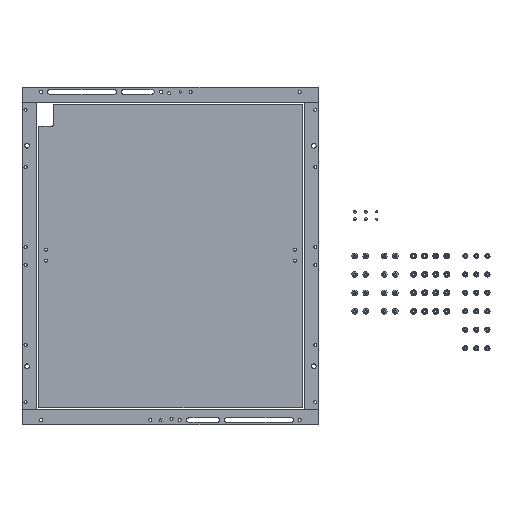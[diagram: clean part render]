
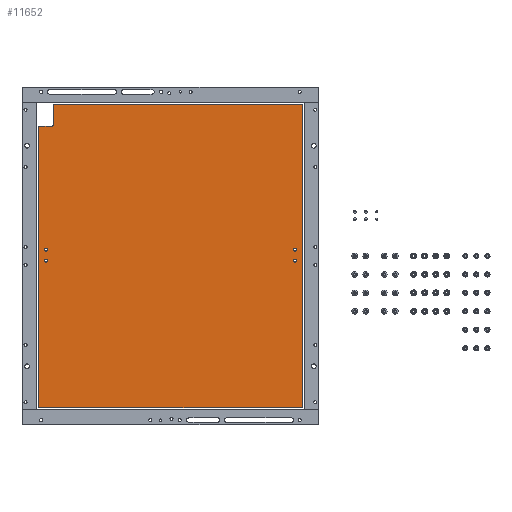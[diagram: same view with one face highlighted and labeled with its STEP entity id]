
A CAD part, front view. The second image highlights one B-rep face of the part: STEP entity #11652.
In plain terms, the highlighted planar face has unit normal (0, -1, 0).
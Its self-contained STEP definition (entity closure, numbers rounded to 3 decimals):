
#274 = CARTESIAN_POINT ( 'NONE',  ( -179., 0., 206. ) ) ;
#396 = DIRECTION ( 'NONE',  ( 0., 1., 0. ) ) ;
#397 = VECTOR ( 'NONE', #5783, 1000. ) ;
#427 = CARTESIAN_POINT ( 'NONE',  ( -168.9, 0., 10.58 ) ) ;
#484 = VERTEX_POINT ( 'NONE', #6952 ) ;
#687 = EDGE_LOOP ( 'NONE', ( #2334, #13828 ) ) ;
#773 = LINE ( 'NONE', #5274, #7677 ) ;
#777 = FACE_BOUND ( 'NONE', #4114, .T. ) ;
#818 = EDGE_CURVE ( 'NONE', #5271, #11917, #12057, .T. ) ;
#982 = CARTESIAN_POINT ( 'NONE',  ( -161.5, 0., 176. ) ) ;
#1060 = DIRECTION ( 'NONE',  ( 0., 0., 1. ) ) ;
#1128 = CARTESIAN_POINT ( 'NONE',  ( -159., 0., 206. ) ) ;
#1279 = CIRCLE ( 'NONE', #4029, 2. ) ;
#1341 = CARTESIAN_POINT ( 'NONE',  ( 168.9, 0., 8.58 ) ) ;
#1494 = CARTESIAN_POINT ( 'NONE',  ( -168.9, 0., -4.42 ) ) ;
#1740 = DIRECTION ( 'NONE',  ( 0., 0., 1. ) ) ;
#1849 = VERTEX_POINT ( 'NONE', #1494 ) ;
#1885 = VERTEX_POINT ( 'NONE', #427 ) ;
#1990 = AXIS2_PLACEMENT_3D ( 'NONE', #5826, #396, #4746 ) ;
#2062 = EDGE_LOOP ( 'NONE', ( #7538, #10637, #10675, #9950, #10542, #11673, #3750 ) ) ;
#2132 = DIRECTION ( 'NONE',  ( 0., 0., 1. ) ) ;
#2183 = VECTOR ( 'NONE', #2437, 1000. ) ;
#2223 = DIRECTION ( 'NONE',  ( 0., 1., 0. ) ) ;
#2240 = CARTESIAN_POINT ( 'NONE',  ( -159., 0., 178.5 ) ) ;
#2334 = ORIENTED_EDGE ( 'NONE', *, *, #6445, .T. ) ;
#2437 = DIRECTION ( 'NONE',  ( 1., 0., 0. ) ) ;
#2672 = CARTESIAN_POINT ( 'NONE',  ( 168.9, 0., -6.42 ) ) ;
#2931 = DIRECTION ( 'NONE',  ( 0., 0., -1. ) ) ;
#3004 = LINE ( 'NONE', #7327, #8313 ) ;
#3380 = ORIENTED_EDGE ( 'NONE', *, *, #10328, .T. ) ;
#3397 = CARTESIAN_POINT ( 'NONE',  ( 168.9, 0., -6.42 ) ) ;
#3498 = CARTESIAN_POINT ( 'NONE',  ( -168.9, 0., -6.42 ) ) ;
#3549 = LINE ( 'NONE', #7870, #12423 ) ;
#3618 = DIRECTION ( 'NONE',  ( -1., 0., 0. ) ) ;
#3623 = AXIS2_PLACEMENT_3D ( 'NONE', #1341, #3739, #13035 ) ;
#3739 = DIRECTION ( 'NONE',  ( 0., 1., 0. ) ) ;
#3750 = ORIENTED_EDGE ( 'NONE', *, *, #5087, .F. ) ;
#4029 = AXIS2_PLACEMENT_3D ( 'NONE', #4097, #10878, #2132 ) ;
#4085 = VERTEX_POINT ( 'NONE', #9031 ) ;
#4097 = CARTESIAN_POINT ( 'NONE',  ( 168.9, 0., 8.58 ) ) ;
#4114 = EDGE_LOOP ( 'NONE', ( #11817, #5237 ) ) ;
#4142 = DIRECTION ( 'NONE',  ( 1., 0., 0. ) ) ;
#4746 = DIRECTION ( 'NONE',  ( 0., 0., 1. ) ) ;
#4829 = CARTESIAN_POINT ( 'NONE',  ( 168.9, 0., -4.42 ) ) ;
#5002 = DIRECTION ( 'NONE',  ( 0., 0., 1. ) ) ;
#5087 = EDGE_CURVE ( 'NONE', #7598, #6778, #6262, .T. ) ;
#5140 = PLANE ( 'NONE',  #6697 ) ;
#5237 = ORIENTED_EDGE ( 'NONE', *, *, #11717, .T. ) ;
#5271 = VERTEX_POINT ( 'NONE', #10971 ) ;
#5274 = CARTESIAN_POINT ( 'NONE',  ( 179., 0., 206. ) ) ;
#5354 = AXIS2_PLACEMENT_3D ( 'NONE', #10814, #13907, #1060 ) ;
#5363 = AXIS2_PLACEMENT_3D ( 'NONE', #9482, #7282, #9555 ) ;
#5485 = VERTEX_POINT ( 'NONE', #8457 ) ;
#5535 = DIRECTION ( 'NONE',  ( 0., 0., 1. ) ) ;
#5680 = DIRECTION ( 'NONE',  ( 0., 1., 0. ) ) ;
#5783 = DIRECTION ( 'NONE',  ( 0., 0., 1. ) ) ;
#5826 = CARTESIAN_POINT ( 'NONE',  ( -168.9, 0., -6.42 ) ) ;
#5908 = EDGE_LOOP ( 'NONE', ( #7126, #12362 ) ) ;
#5994 = LINE ( 'NONE', #274, #2183 ) ;
#6143 = CIRCLE ( 'NONE', #3623, 2. ) ;
#6160 = CARTESIAN_POINT ( 'NONE',  ( -179., 0., -206. ) ) ;
#6262 = CIRCLE ( 'NONE', #5363, 2.5 ) ;
#6445 = EDGE_CURVE ( 'NONE', #11917, #5271, #6494, .T. ) ;
#6494 = CIRCLE ( 'NONE', #10567, 2. ) ;
#6514 = CARTESIAN_POINT ( 'NONE',  ( -168.9, 0., -8.42 ) ) ;
#6697 = AXIS2_PLACEMENT_3D ( 'NONE', #9462, #8529, #9754 ) ;
#6778 = VERTEX_POINT ( 'NONE', #2240 ) ;
#6952 = CARTESIAN_POINT ( 'NONE',  ( 168.9, 0., 10.58 ) ) ;
#7019 = CARTESIAN_POINT ( 'NONE',  ( -179., 0., 176. ) ) ;
#7126 = ORIENTED_EDGE ( 'NONE', *, *, #13555, .T. ) ;
#7156 = VERTEX_POINT ( 'NONE', #8329 ) ;
#7190 = LINE ( 'NONE', #13632, #8297 ) ;
#7252 = EDGE_CURVE ( 'NONE', #10707, #1849, #12691, .T. ) ;
#7263 = FACE_BOUND ( 'NONE', #5908, .T. ) ;
#7282 = DIRECTION ( 'NONE',  ( 0., -1., 0. ) ) ;
#7327 = CARTESIAN_POINT ( 'NONE',  ( -179., 0., 176. ) ) ;
#7380 = EDGE_CURVE ( 'NONE', #10403, #7156, #5994, .T. ) ;
#7400 = FACE_BOUND ( 'NONE', #13097, .T. ) ;
#7415 = DIRECTION ( 'NONE',  ( 0., 0., 1. ) ) ;
#7538 = ORIENTED_EDGE ( 'NONE', *, *, #11619, .F. ) ;
#7564 = EDGE_CURVE ( 'NONE', #11234, #484, #1279, .T. ) ;
#7598 = VERTEX_POINT ( 'NONE', #982 ) ;
#7677 = VECTOR ( 'NONE', #2931, 1000. ) ;
#7818 = DIRECTION ( 'NONE',  ( 0., 0., 1. ) ) ;
#7862 = EDGE_CURVE ( 'NONE', #5485, #8235, #3549, .T. ) ;
#7870 = CARTESIAN_POINT ( 'NONE',  ( -179., 0., -206. ) ) ;
#8235 = VERTEX_POINT ( 'NONE', #6160 ) ;
#8297 = VECTOR ( 'NONE', #5002, 1000. ) ;
#8313 = VECTOR ( 'NONE', #4142, 1000. ) ;
#8329 = CARTESIAN_POINT ( 'NONE',  ( 179., 0., 206. ) ) ;
#8457 = CARTESIAN_POINT ( 'NONE',  ( 179., 0., -206. ) ) ;
#8529 = DIRECTION ( 'NONE',  ( 0., -1., 0. ) ) ;
#8674 = LINE ( 'NONE', #8947, #397 ) ;
#8762 = EDGE_CURVE ( 'NONE', #7156, #5485, #773, .T. ) ;
#8947 = CARTESIAN_POINT ( 'NONE',  ( -179., 0., 206. ) ) ;
#9031 = CARTESIAN_POINT ( 'NONE',  ( -168.9, 0., 6.58 ) ) ;
#9076 = AXIS2_PLACEMENT_3D ( 'NONE', #3397, #5680, #5535 ) ;
#9462 = CARTESIAN_POINT ( 'NONE',  ( -179., 0., -206. ) ) ;
#9482 = CARTESIAN_POINT ( 'NONE',  ( -161.5, 0., 178.5 ) ) ;
#9553 = CARTESIAN_POINT ( 'NONE',  ( -168.9, 0., 8.58 ) ) ;
#9555 = DIRECTION ( 'NONE',  ( 0., 0., -1. ) ) ;
#9754 = DIRECTION ( 'NONE',  ( 0., 0., -1. ) ) ;
#9937 = CIRCLE ( 'NONE', #1990, 2. ) ;
#9950 = ORIENTED_EDGE ( 'NONE', *, *, #8762, .F. ) ;
#10080 = VERTEX_POINT ( 'NONE', #7019 ) ;
#10107 = CIRCLE ( 'NONE', #5354, 2. ) ;
#10328 = EDGE_CURVE ( 'NONE', #484, #11234, #6143, .T. ) ;
#10403 = VERTEX_POINT ( 'NONE', #1128 ) ;
#10542 = ORIENTED_EDGE ( 'NONE', *, *, #7380, .F. ) ;
#10567 = AXIS2_PLACEMENT_3D ( 'NONE', #2672, #11490, #1740 ) ;
#10637 = ORIENTED_EDGE ( 'NONE', *, *, #13999, .F. ) ;
#10675 = ORIENTED_EDGE ( 'NONE', *, *, #7862, .F. ) ;
#10707 = VERTEX_POINT ( 'NONE', #6514 ) ;
#10743 = FACE_OUTER_BOUND ( 'NONE', #2062, .T. ) ;
#10814 = CARTESIAN_POINT ( 'NONE',  ( -168.9, 0., 8.58 ) ) ;
#10878 = DIRECTION ( 'NONE',  ( 0., 1., 0. ) ) ;
#10903 = DIRECTION ( 'NONE',  ( 0., 1., 0. ) ) ;
#10971 = CARTESIAN_POINT ( 'NONE',  ( 168.9, 0., -8.42 ) ) ;
#11163 = EDGE_CURVE ( 'NONE', #1885, #4085, #13404, .T. ) ;
#11234 = VERTEX_POINT ( 'NONE', #11965 ) ;
#11490 = DIRECTION ( 'NONE',  ( 0., 1., 0. ) ) ;
#11619 = EDGE_CURVE ( 'NONE', #10080, #7598, #3004, .T. ) ;
#11652 = ADVANCED_FACE ( 'NONE', ( #10743, #13038, #7263, #777, #7400 ), #5140, .T. ) ;
#11673 = ORIENTED_EDGE ( 'NONE', *, *, #12746, .F. ) ;
#11717 = EDGE_CURVE ( 'NONE', #4085, #1885, #10107, .T. ) ;
#11817 = ORIENTED_EDGE ( 'NONE', *, *, #11163, .T. ) ;
#11917 = VERTEX_POINT ( 'NONE', #4829 ) ;
#11965 = CARTESIAN_POINT ( 'NONE',  ( 168.9, 0., 6.58 ) ) ;
#12057 = CIRCLE ( 'NONE', #9076, 2. ) ;
#12362 = ORIENTED_EDGE ( 'NONE', *, *, #7252, .T. ) ;
#12423 = VECTOR ( 'NONE', #3618, 1000. ) ;
#12691 = CIRCLE ( 'NONE', #13842, 2. ) ;
#12746 = EDGE_CURVE ( 'NONE', #6778, #10403, #7190, .T. ) ;
#13035 = DIRECTION ( 'NONE',  ( 0., 0., 1. ) ) ;
#13038 = FACE_BOUND ( 'NONE', #687, .T. ) ;
#13097 = EDGE_LOOP ( 'NONE', ( #3380, #13325 ) ) ;
#13168 = AXIS2_PLACEMENT_3D ( 'NONE', #9553, #10903, #7415 ) ;
#13325 = ORIENTED_EDGE ( 'NONE', *, *, #7564, .T. ) ;
#13404 = CIRCLE ( 'NONE', #13168, 2. ) ;
#13555 = EDGE_CURVE ( 'NONE', #1849, #10707, #9937, .T. ) ;
#13632 = CARTESIAN_POINT ( 'NONE',  ( -159., 0., -206. ) ) ;
#13828 = ORIENTED_EDGE ( 'NONE', *, *, #818, .T. ) ;
#13842 = AXIS2_PLACEMENT_3D ( 'NONE', #3498, #2223, #7818 ) ;
#13907 = DIRECTION ( 'NONE',  ( 0., 1., 0. ) ) ;
#13999 = EDGE_CURVE ( 'NONE', #8235, #10080, #8674, .T. ) ;
